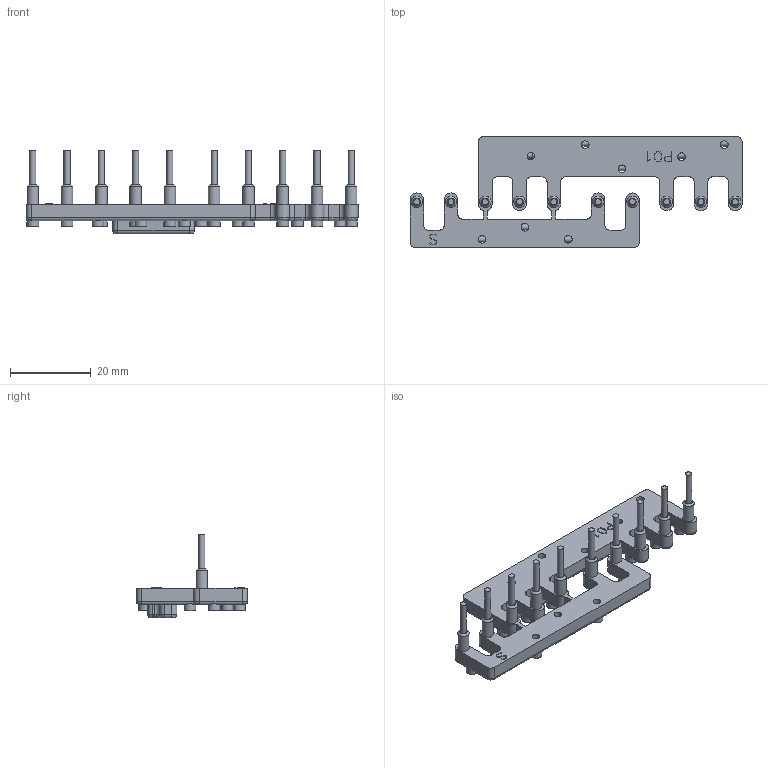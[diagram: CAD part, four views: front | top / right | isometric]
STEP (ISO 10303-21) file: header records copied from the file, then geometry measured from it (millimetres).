
FILE_DESCRIPTION((''),'2;1');
FILE_NAME('12C70078G01.stp','2015-05-22T17:13:22',('rshanor'),(''),'Autodesk Inventor 2013','Autodesk Inventor 2013','');
FILE_SCHEMA(('AUTOMOTIVE_DESIGN { 1 2 10303 214 0 1 1 1 }'));
Length unit declared in the file: inch
Products named in the file (1): 12C70078G01
Bounding box: 82.35 x 27.5 x 20.79 mm (x, y, z)
Volume: 5894.5 mm3; surface area: 5728.8 mm2
Topology: 1 solids, 1 shells, 406 faces, 1057 edges, 684 vertices
Faces by surface type: plane 215, cylinder 141, torus 31, cone 10, bspline 9
Full cylindrical faces by diameter (mm): 1.5 x14, 1.9 x18, 2.85 x10, 2.9 x17
Entity records: 13397 total; most frequent: CARTESIAN_POINT 3472, DIRECTION 1987, ORIENTED_EDGE 1848, EDGE_CURVE 924, AXIS2_PLACEMENT_3D 722, VERTEX_POINT 628, VECTOR 543, LINE 543
